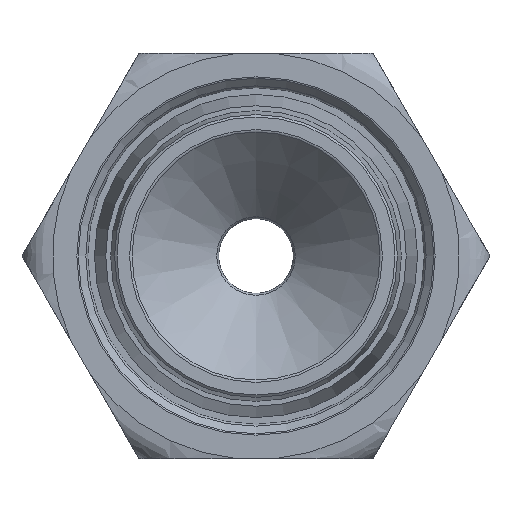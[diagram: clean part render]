
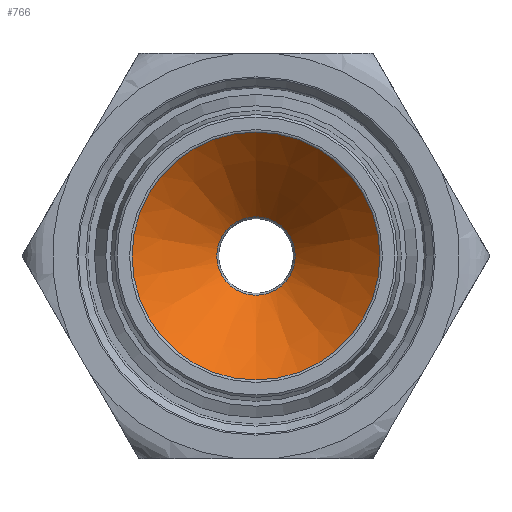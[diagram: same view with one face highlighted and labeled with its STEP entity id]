
A CAD part, left-side view. The second image highlights one B-rep face of the part: STEP entity #766.
In plain terms, the highlighted conical face has half-angle 45 degrees and reference radius 5.522 mm.
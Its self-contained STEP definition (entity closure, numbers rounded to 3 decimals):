
#435=CONICAL_SURFACE('',#3725,5.523,45.);
#766=ADVANCED_FACE('',(#1009,#1010),#435,.F.);
#952=CIRCLE('',#3723,5.815);
#953=CIRCLE('',#3724,18.354);
#1009=FACE_BOUND('',#1228,.T.);
#1010=FACE_BOUND('',#1229,.T.);
#1228=EDGE_LOOP('',(#2736));
#1229=EDGE_LOOP('',(#2737));
#2736=ORIENTED_EDGE('',*,*,#3479,.T.);
#2737=ORIENTED_EDGE('',*,*,#3480,.T.);
#3054=VERTEX_POINT('',#5796);
#3055=VERTEX_POINT('',#5798);
#3479=EDGE_CURVE('',#3054,#3054,#952,.T.);
#3480=EDGE_CURVE('',#3055,#3055,#953,.T.);
#3723=AXIS2_PLACEMENT_3D('',#5795,#4475,#4476);
#3724=AXIS2_PLACEMENT_3D('',#5797,#4477,#4478);
#3725=AXIS2_PLACEMENT_3D('',#5799,#4479,#4480);
#4475=DIRECTION('',(1.,0.,0.));
#4476=DIRECTION('',(0.,0.,-1.));
#4477=DIRECTION('',(-1.,0.,0.));
#4478=DIRECTION('',(0.,0.,-1.));
#4479=DIRECTION('',(-1.,0.,0.));
#4480=DIRECTION('',(0.,0.,1.));
#5795=CARTESIAN_POINT('',(12.685,0.,0.));
#5796=CARTESIAN_POINT('',(12.685,0.,-5.815));
#5797=CARTESIAN_POINT('',(0.146,0.,0.));
#5798=CARTESIAN_POINT('',(0.146,0.,-18.354));
#5799=CARTESIAN_POINT('',(12.978,0.,0.));
